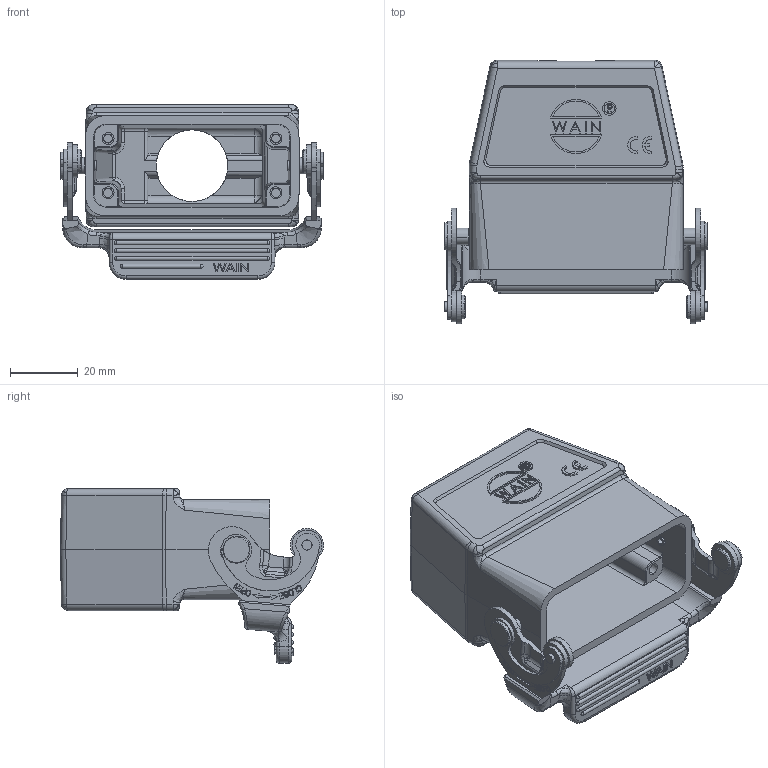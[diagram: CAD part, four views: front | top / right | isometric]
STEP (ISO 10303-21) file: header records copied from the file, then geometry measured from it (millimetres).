
FILE_DESCRIPTION((''),'2;1');
FILE_NAME('PRT0031','2022-08-04T',('xf.gao'),(''),'PRO/ENGINEER BY PARAMETRIC TECHNOLOGY CORPORATION, 2012480','PRO/ENGINEER BY PARAMETRIC TECHNOLOGY CORPORATION, 2012480','');
FILE_SCHEMA(('CONFIG_CONTROL_DESIGN'));
Products named in the file (1): PRT0031
Bounding box: 77.7 x 77.59 x 51.53 mm (x, y, z)
Volume: 60925 mm3; surface area: 31067.6 mm2
Topology: 1 solids, 14 shells, 1266 faces, 3374 edges, 2194 vertices
Faces by surface type: plane 586, cylinder 269, extrusion 224, bspline 96, sphere 43, cone 26, torus 22
Entity records: 47153 total; most frequent: CARTESIAN_POINT 17218, ORIENTED_EDGE 6660, DIRECTION 5247, EDGE_CURVE 3330, VERTEX_POINT 2194, VECTOR 2037, LINE 1813, AXIS2_PLACEMENT_3D 1605
